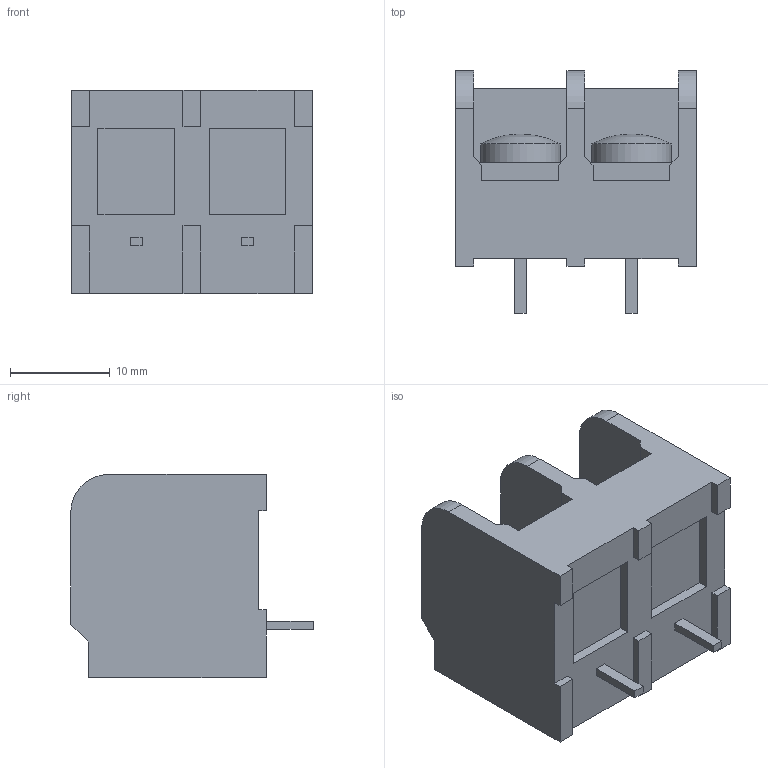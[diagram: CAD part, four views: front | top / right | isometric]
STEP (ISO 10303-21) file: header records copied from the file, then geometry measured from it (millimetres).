
FILE_DESCRIPTION(('STEP AP242'),'1');
FILE_NAME('5-1437657-7.stp','2021-02-21T09:15:01',('TraceParts'),('TraceParts S.A.'),'Spatial InterOp 3D',' ',' ');
FILE_SCHEMA(('AP242_MANAGED_MODEL_BASED_3D_ENGINEERING_MIM_LF {1 0 10303 442 1 1 4}'));
Length unit declared in the file: millimetre
Products named in the file (1): 5-1437657-7
Bounding box: 24.08 x 24.26 x 20.32 mm (x, y, z)
Volume: 5982.7 mm3; surface area: 4134.2 mm2
Topology: 1 solids, 1 shells, 254 faces, 709 edges, 468 vertices
Faces by surface type: plane 201, cylinder 49, sphere 4
Entity records: 8058 total; most frequent: CARTESIAN_POINT 1428, ORIENTED_EDGE 1410, DIRECTION 1317, EDGE_CURVE 705, LINE 603, VECTOR 603, VERTEX_POINT 468, AXIS2_PLACEMENT_3D 357
